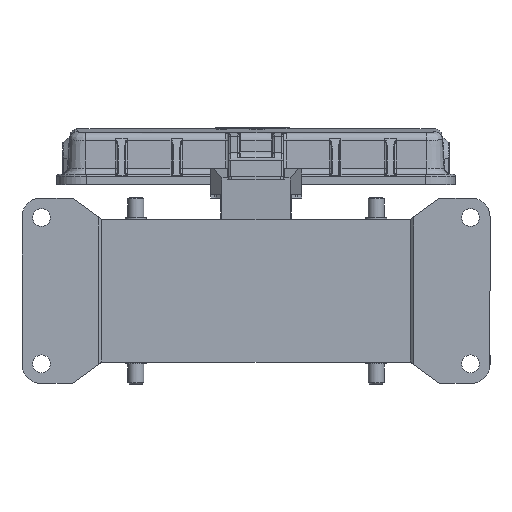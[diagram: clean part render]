
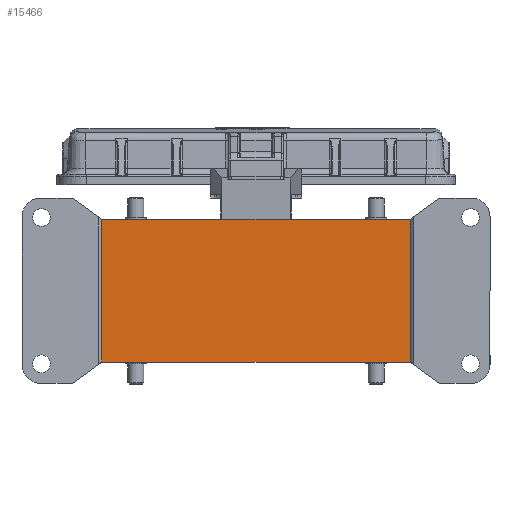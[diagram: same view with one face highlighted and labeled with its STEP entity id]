
A CAD part, front view. The second image highlights one B-rep face of the part: STEP entity #15466.
In plain terms, the highlighted planar face has unit normal (0, -1, 0).
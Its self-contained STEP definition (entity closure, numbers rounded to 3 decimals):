
#11577 = VERTEX_POINT ( 'NONE', #28881 ) ;
#11578 = VERTEX_POINT ( 'NONE', #28882 ) ;
#11597 = VERTEX_POINT ( 'NONE', #28901 ) ;
#11598 = VERTEX_POINT ( 'NONE', #28902 ) ;
#12449 = EDGE_CURVE ( 'NONE', #11577, #11578, #33204, .T. ) ;
#12472 = EDGE_CURVE ( 'NONE', #11598, #11597, #33275, .T. ) ;
#12906 = EDGE_CURVE ( 'NONE', #11577, #11598, #35625, .T. ) ;
#14470 = ORIENTED_EDGE ( 'NONE', *, *, #12472, .T. ) ;
#14471 = ORIENTED_EDGE ( 'NONE', *, *, #15332, .T. ) ;
#14472 = ORIENTED_EDGE ( 'NONE', *, *, #12449, .F. ) ;
#14473 = ORIENTED_EDGE ( 'NONE', *, *, #12906, .T. ) ;
#15332 = EDGE_CURVE ( 'NONE', #11597, #11578, #36557, .T. ) ;
#15466 = ADVANCED_FACE ( 'NONE', ( #37357 ), #37544, .T. ) ;
#18259 = EDGE_LOOP ( 'NONE', ( #14471, #14472, #14473, #14470 ) ) ;
#28881 = CARTESIAN_POINT ( 'NONE',  ( -47.5, 1., 21.936 ) ) ;
#28882 = CARTESIAN_POINT ( 'NONE',  ( 47.5, 1., 21.936 ) ) ;
#28901 = CARTESIAN_POINT ( 'NONE',  ( 47.5, 1., -21.936 ) ) ;
#28902 = CARTESIAN_POINT ( 'NONE',  ( -47.5, 1., -21.936 ) ) ;
#33204 = LINE ( 'NONE', #33205, #34193 ) ;
#33205 = CARTESIAN_POINT ( 'NONE',  ( -55.148, 1., 21.936 ) ) ;
#33206 = DIRECTION ( 'NONE',  ( 1., 0., 0. ) ) ;
#33275 = LINE ( 'NONE', #33276, #34215 ) ;
#33276 = CARTESIAN_POINT ( 'NONE',  ( 0., 1., -21.936 ) ) ;
#33277 = DIRECTION ( 'NONE',  ( 1., 0., 0. ) ) ;
#34193 = VECTOR ( 'NONE', #33206, 1000. ) ;
#34215 = VECTOR ( 'NONE', #33277, 1000. ) ;
#35625 = LINE ( 'NONE', #35626, #35935 ) ;
#35626 = CARTESIAN_POINT ( 'NONE',  ( -47.5, 1., 0. ) ) ;
#35627 = DIRECTION ( 'NONE',  ( 0., 0., -1. ) ) ;
#35935 = VECTOR ( 'NONE', #35627, 1000. ) ;
#36557 = LINE ( 'NONE', #36558, #37204 ) ;
#36558 = CARTESIAN_POINT ( 'NONE',  ( 47.5, 1., 0. ) ) ;
#36559 = DIRECTION ( 'NONE',  ( 0., 0., 1. ) ) ;
#37204 = VECTOR ( 'NONE', #36559, 1000. ) ;
#37357 = FACE_OUTER_BOUND ( 'NONE', #18259, .T. ) ;
#37360 = AXIS2_PLACEMENT_3D ( 'NONE', #37545, #37546, #37547 ) ;
#37544 = PLANE ( 'NONE',  #37360 ) ;
#37545 = CARTESIAN_POINT ( 'NONE',  ( 0., 1., 0. ) ) ;
#37546 = DIRECTION ( 'NONE',  ( 0., -1., 0. ) ) ;
#37547 = DIRECTION ( 'NONE',  ( 0., 0., -1. ) ) ;
